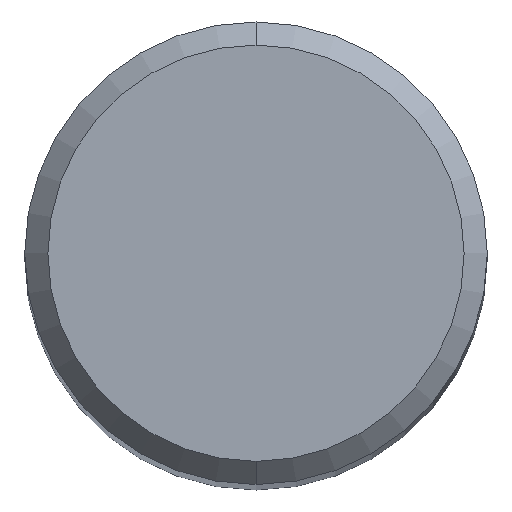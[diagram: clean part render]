
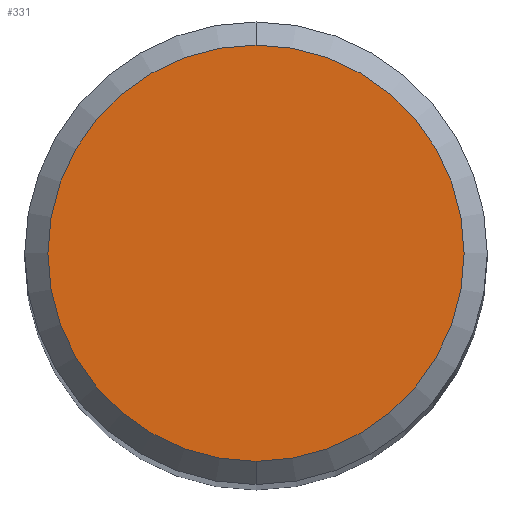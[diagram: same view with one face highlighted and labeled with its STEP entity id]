
A CAD part, top view. The second image highlights one B-rep face of the part: STEP entity #331.
In plain terms, the highlighted planar face has unit normal (0, 0, 1).
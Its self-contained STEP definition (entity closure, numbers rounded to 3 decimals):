
#179=VERTEX_POINT('',#487);
#205=VERTEX_POINT('',#513);
#225=EDGE_CURVE('',#205,#179,#537,.T.);
#331=ADVANCED_FACE('',(#656),#657,.T.);
#343=EDGE_CURVE('',#179,#205,#670,.T.);
#487=CARTESIAN_POINT('',(0.0,3.6,0.0));
#513=CARTESIAN_POINT('',(0.,-3.6,0.0));
#537=CIRCLE('',#912,3.6);
#656=FACE_OUTER_BOUND('',#1172,.T.);
#657=PLANE('',#1173);
#670=CIRCLE('',#1232,3.6);
#912=AXIS2_PLACEMENT_3D('',#1526,#1527,#1528);
#1172=EDGE_LOOP('',(#1677,#1678));
#1173=AXIS2_PLACEMENT_3D('',#1679,#1680,#1681);
#1232=AXIS2_PLACEMENT_3D('',#1691,#1692,#1693);
#1526=CARTESIAN_POINT('',(0.0,0.0,0.0));
#1527=DIRECTION('',(0.0,0.0,-1.0));
#1528=DIRECTION('',(0.0,1.0,0.0));
#1677=ORIENTED_EDGE('',*,*,#343,.F.);
#1678=ORIENTED_EDGE('',*,*,#225,.F.);
#1679=CARTESIAN_POINT('',(0.0,1.8,0.0));
#1680=DIRECTION('',(-0.0,0.0,1.0));
#1681=DIRECTION('',(0.0,-1.0,0.0));
#1691=CARTESIAN_POINT('',(0.0,0.0,0.0));
#1692=DIRECTION('',(0.0,0.0,-1.0));
#1693=DIRECTION('',(0.0,1.0,0.0));
